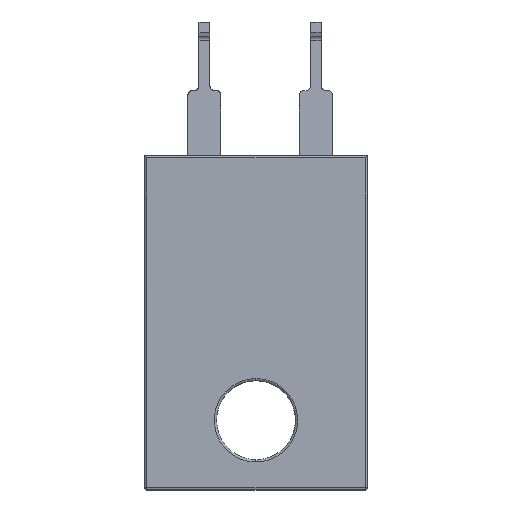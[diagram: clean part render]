
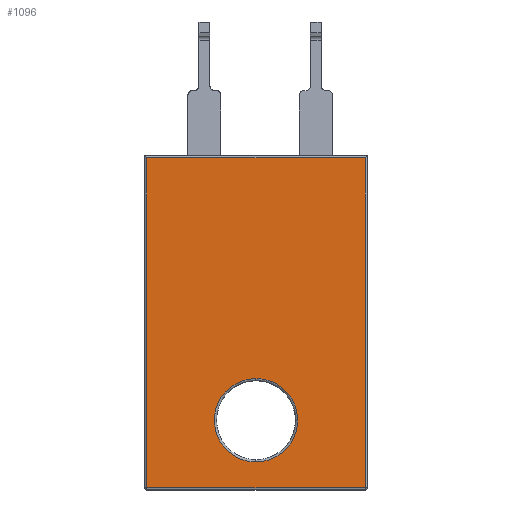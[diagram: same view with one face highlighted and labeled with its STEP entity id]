
A CAD part, front view. The second image highlights one B-rep face of the part: STEP entity #1096.
In plain terms, the highlighted planar face has unit normal (0, -1, 0).
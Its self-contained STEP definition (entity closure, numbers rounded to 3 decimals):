
#11 = CARTESIAN_POINT ( 'NONE',  ( 6.34, 0., -17.96 ) ) ;
#43 = DIRECTION ( 'NONE',  ( 0., 0., -1. ) ) ;
#50 = CARTESIAN_POINT ( 'NONE',  ( -1.26, 0., -17.96 ) ) ;
#57 = VERTEX_POINT ( 'NONE', #208 ) ;
#208 = CARTESIAN_POINT ( 'NONE',  ( 7.52, 0., -19.14 ) ) ;
#300 = CARTESIAN_POINT ( 'NONE',  ( 2.54, 0., -14.16 ) ) ;
#352 = DIRECTION ( 'NONE',  ( 0., 1., 0. ) ) ;
#372 = EDGE_CURVE ( 'NONE', #522, #1971, #1693, .T. ) ;
#447 = VECTOR ( 'NONE', #43, 1000. ) ;
#522 = VERTEX_POINT ( 'NONE', #2696 ) ;
#554 = ORIENTED_EDGE ( 'NONE', *, *, #3356, .F. ) ;
#786 = LINE ( 'NONE', #2149, #2369 ) ;
#865 = VERTEX_POINT ( 'NONE', #1991 ) ;
#1082 = EDGE_CURVE ( 'NONE', #1971, #522, #2903, .T. ) ;
#1096 = ADVANCED_FACE ( 'NONE', ( #3424, #1167 ), #1805, .F. ) ;
#1138 = DIRECTION ( 'NONE',  ( 0., 0., 1. ) ) ;
#1167 = FACE_OUTER_BOUND ( 'NONE', #3184, .T. ) ;
#1213 = CARTESIAN_POINT ( 'NONE',  ( -1.26, 0., -14.16 ) ) ;
#1239 = LINE ( 'NONE', #2386, #447 ) ;
#1411 = VERTEX_POINT ( 'NONE', #2975 ) ;
#1470 = CARTESIAN_POINT ( 'NONE',  ( 2.54, 0., -17.96 ) ) ;
#1478 = ORIENTED_EDGE ( 'NONE', *, *, #1082, .F. ) ;
#1628 = DIRECTION ( 'NONE',  ( 1., 0., 0. ) ) ;
#1638 = VECTOR ( 'NONE', #1628, 1000. ) ;
#1693 =( BOUNDED_CURVE ( )  B_SPLINE_CURVE ( 3, ( #1470, #11, #2058, #300 ),
 .UNSPECIFIED., .F., .F. ) 
 B_SPLINE_CURVE_WITH_KNOTS ( ( 4, 4 ),
 ( 0.5, 1. ),
 .UNSPECIFIED. ) 
 CURVE ( )  GEOMETRIC_REPRESENTATION_ITEM ( )  RATIONAL_B_SPLINE_CURVE ( ( 1., 0.333, 0.333, 1. ) ) 
 REPRESENTATION_ITEM ( '' )  );
#1749 = LINE ( 'NONE', #2042, #3326 ) ;
#1793 = VERTEX_POINT ( 'NONE', #2260 ) ;
#1805 = PLANE ( 'NONE',  #2069 ) ;
#1971 = VERTEX_POINT ( 'NONE', #2083 ) ;
#1991 = CARTESIAN_POINT ( 'NONE',  ( -2.44, 0., -4.1 ) ) ;
#2021 = EDGE_CURVE ( 'NONE', #1411, #57, #1239, .T. ) ;
#2042 = CARTESIAN_POINT ( 'NONE',  ( -2.44, 0., -4. ) ) ;
#2058 = CARTESIAN_POINT ( 'NONE',  ( 6.34, 0., -14.16 ) ) ;
#2069 = AXIS2_PLACEMENT_3D ( 'NONE', #2111, #352, #3241 ) ;
#2083 = CARTESIAN_POINT ( 'NONE',  ( 2.54, 0., -14.16 ) ) ;
#2096 = CARTESIAN_POINT ( 'NONE',  ( 2.54, 0., -17.96 ) ) ;
#2111 = CARTESIAN_POINT ( 'NONE',  ( -2.54, 0., -4. ) ) ;
#2149 = CARTESIAN_POINT ( 'NONE',  ( -2.54, 0., -19.14 ) ) ;
#2151 = ORIENTED_EDGE ( 'NONE', *, *, #3674, .F. ) ;
#2205 = CARTESIAN_POINT ( 'NONE',  ( -2.54, 0., -4.1 ) ) ;
#2260 = CARTESIAN_POINT ( 'NONE',  ( -2.44, 0., -19.14 ) ) ;
#2369 = VECTOR ( 'NONE', #3612, 1000. ) ;
#2386 = CARTESIAN_POINT ( 'NONE',  ( 7.52, 0., -4. ) ) ;
#2395 = EDGE_LOOP ( 'NONE', ( #1478, #2859 ) ) ;
#2669 = ORIENTED_EDGE ( 'NONE', *, *, #3034, .F. ) ;
#2696 = CARTESIAN_POINT ( 'NONE',  ( 2.54, 0., -17.96 ) ) ;
#2717 = ORIENTED_EDGE ( 'NONE', *, *, #2021, .F. ) ;
#2859 = ORIENTED_EDGE ( 'NONE', *, *, #372, .F. ) ;
#2903 =( BOUNDED_CURVE ( )  B_SPLINE_CURVE ( 3, ( #3286, #1213, #50, #2096 ),
 .UNSPECIFIED., .F., .F. ) 
 B_SPLINE_CURVE_WITH_KNOTS ( ( 4, 4 ),
 ( 0., 0.5 ),
 .UNSPECIFIED. ) 
 CURVE ( )  GEOMETRIC_REPRESENTATION_ITEM ( )  RATIONAL_B_SPLINE_CURVE ( ( 1., 0.333, 0.333, 1. ) ) 
 REPRESENTATION_ITEM ( '' )  );
#2975 = CARTESIAN_POINT ( 'NONE',  ( 7.52, 0., -4.1 ) ) ;
#3034 = EDGE_CURVE ( 'NONE', #57, #1793, #786, .T. ) ;
#3184 = EDGE_LOOP ( 'NONE', ( #2151, #554, #2669, #2717 ) ) ;
#3223 = LINE ( 'NONE', #2205, #1638 ) ;
#3241 = DIRECTION ( 'NONE',  ( 0., 0., 1. ) ) ;
#3286 = CARTESIAN_POINT ( 'NONE',  ( 2.54, 0., -14.16 ) ) ;
#3326 = VECTOR ( 'NONE', #1138, 1000. ) ;
#3356 = EDGE_CURVE ( 'NONE', #1793, #865, #1749, .T. ) ;
#3424 = FACE_BOUND ( 'NONE', #2395, .T. ) ;
#3612 = DIRECTION ( 'NONE',  ( -1., 0., 0. ) ) ;
#3674 = EDGE_CURVE ( 'NONE', #865, #1411, #3223, .T. ) ;
